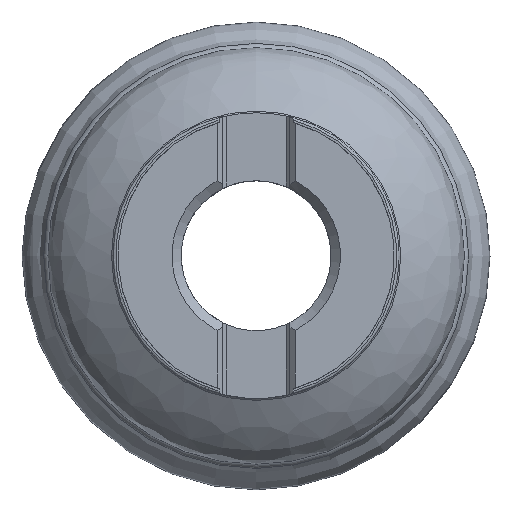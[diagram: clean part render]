
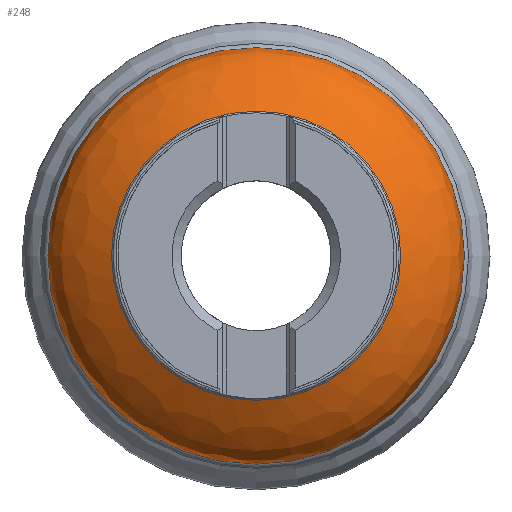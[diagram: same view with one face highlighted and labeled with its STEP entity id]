
A CAD part, top view. The second image highlights one B-rep face of the part: STEP entity #248.
In plain terms, the highlighted face is a revolution surface.
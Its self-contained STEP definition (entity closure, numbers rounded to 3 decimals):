
#196=SURFACE_OF_REVOLUTION('',#198,#197);
#197=AXIS1_PLACEMENT('',#1341,#1092);
#198=B_SPLINE_CURVE_WITH_KNOTS('',3,(#1337,#1338,#1339,#1340),
 .UNSPECIFIED.,.F.,.F.,(4,4),(0.,1.),.UNSPECIFIED.);
#248=ADVANCED_FACE('CN_SU3',(#328,#329),#196,.F.);
#328=FACE_BOUND('',#375,.T.);
#329=FACE_BOUND('',#376,.T.);
#375=EDGE_LOOP('',(#445));
#376=EDGE_LOOP('',(#446));
#445=ORIENTED_EDGE('',*,*,#693,.T.);
#446=ORIENTED_EDGE('',*,*,#694,.F.);
#622=VERTEX_POINT('',#1333);
#623=VERTEX_POINT('',#1336);
#693=EDGE_CURVE('',#622,#622,#787,.T.);
#694=EDGE_CURVE('',#623,#623,#788,.T.);
#787=CIRCLE('',#941,44.456);
#788=CIRCLE('',#943,30.882);
#941=AXIS2_PLACEMENT_3D('',#1332,#1086,#1087);
#943=AXIS2_PLACEMENT_3D('',#1335,#1090,#1091);
#1086=DIRECTION('',(0.,0.,1.));
#1087=DIRECTION('',(0.,1.,0.));
#1090=DIRECTION('',(0.,0.,1.));
#1091=DIRECTION('',(0.,1.,0.));
#1092=DIRECTION('',(0.,0.,1.));
#1332=CARTESIAN_POINT('',(0.,0.,-30.));
#1333=CARTESIAN_POINT('',(0.,44.456,-30.));
#1335=CARTESIAN_POINT('',(0.,0.,-15.682));
#1336=CARTESIAN_POINT('',(0.,30.882,-15.682));
#1337=CARTESIAN_POINT('',(-30.882,0.,-15.682));
#1338=CARTESIAN_POINT('',(-37.381,0.,-19.664));
#1339=CARTESIAN_POINT('',(-44.456,0.,-23.309));
#1340=CARTESIAN_POINT('',(-44.456,0.,-30.));
#1341=CARTESIAN_POINT('',(0.,0.,1.));
